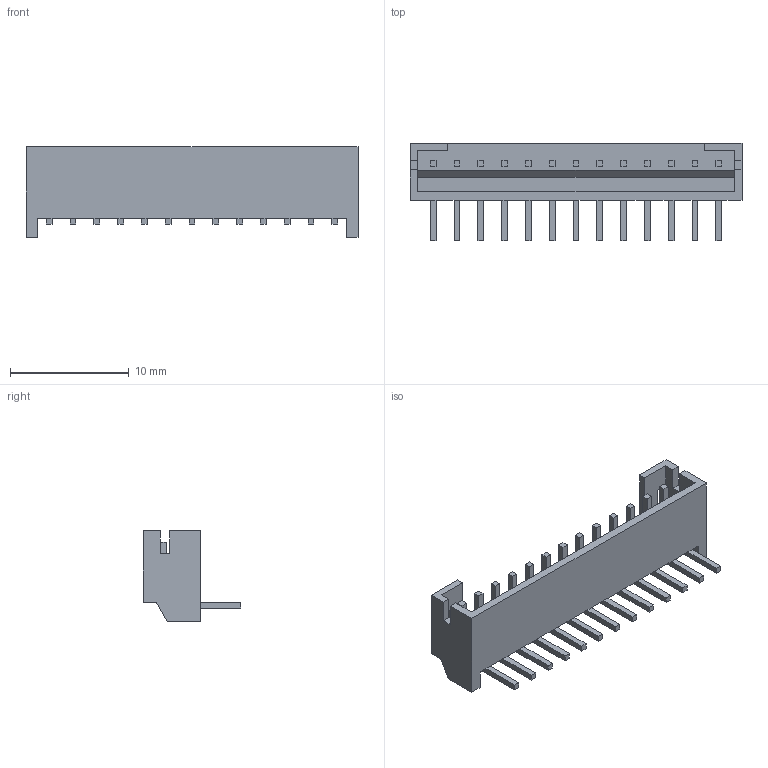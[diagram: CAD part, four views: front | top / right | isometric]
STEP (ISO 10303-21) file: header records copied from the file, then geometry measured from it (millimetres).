
FILE_DESCRIPTION (( 'STEP AP214' ), '1' );
FILE_NAME ('S13B-PH-K-S.STEP', '2011-09-21T00:45:07', ( ' ' ), ( ' ' ), 'SwSTEP 2.0', 'SolidWorks 2005235', '' );
FILE_SCHEMA (( 'AUTOMOTIVE_DESIGN' ));
Length unit declared in the file: millimetre
Products named in the file (1): S13B-PH-K-S
Bounding box: 27.9 x 8.2 x 7.6 mm (x, y, z)
Volume: 363.9 mm3; surface area: 1008.7 mm2
Topology: 1 solids, 1 shells, 179 faces, 476 edges, 308 vertices
Faces by surface type: plane 166, cylinder 13
Entity records: 5859 total; most frequent: CARTESIAN_POINT 964, ORIENTED_EDGE 952, DIRECTION 862, EDGE_CURVE 476, VECTOR 450, LINE 450, VERTEX_POINT 308, AXIS2_PLACEMENT_3D 206
